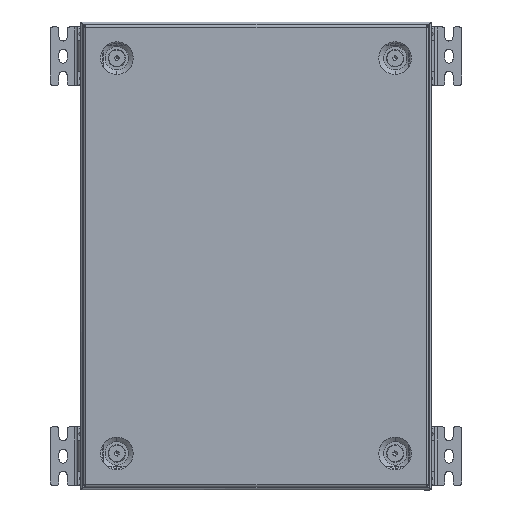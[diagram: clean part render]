
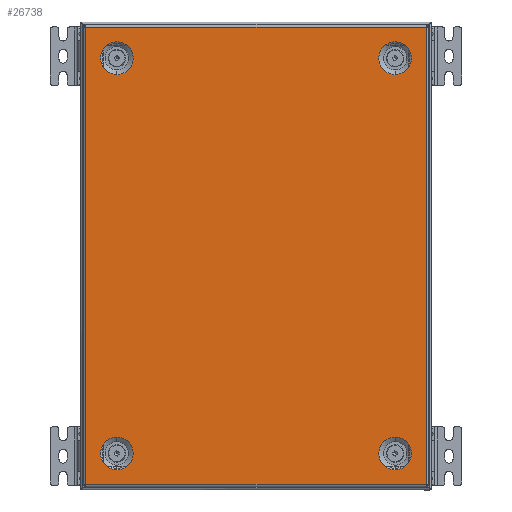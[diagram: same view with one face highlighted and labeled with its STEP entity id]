
A CAD part, top view. The second image highlights one B-rep face of the part: STEP entity #26738.
In plain terms, the highlighted planar face has unit normal (0, 0, 1).
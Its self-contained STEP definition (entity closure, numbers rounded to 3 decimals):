
#61 = EDGE_CURVE ( 'NONE', #20499, #2963, #714, .T. ) ;
#263 = VERTEX_POINT ( 'NONE', #5570 ) ;
#458 = CARTESIAN_POINT ( 'NONE',  ( 0., 0., 0. ) ) ;
#508 = CARTESIAN_POINT ( 'NONE',  ( 119., 169., 0. ) ) ;
#714 = LINE ( 'NONE', #19410, #5101 ) ;
#804 = VERTEX_POINT ( 'NONE', #12548 ) ;
#1287 = VERTEX_POINT ( 'NONE', #20739 ) ;
#1881 = AXIS2_PLACEMENT_3D ( 'NONE', #20252, #5467, #22211 ) ;
#2287 = CIRCLE ( 'NONE', #20533, 14. ) ;
#2963 = VERTEX_POINT ( 'NONE', #13922 ) ;
#3041 = LINE ( 'NONE', #20334, #12555 ) ;
#3058 = EDGE_CURVE ( 'NONE', #24952, #15287, #15898, .T. ) ;
#3204 = CIRCLE ( 'NONE', #27250, 14. ) ;
#3325 = CIRCLE ( 'NONE', #14457, 14. ) ;
#3524 = LINE ( 'NONE', #12021, #21372 ) ;
#3590 = DIRECTION ( 'NONE',  ( -1., 0., 0. ) ) ;
#3673 = DIRECTION ( 'NONE',  ( 0., 0., 1. ) ) ;
#3716 = VECTOR ( 'NONE', #4370, 1000. ) ;
#3817 = CARTESIAN_POINT ( 'NONE',  ( -145.4, 195.5, 0. ) ) ;
#3900 = CARTESIAN_POINT ( 'NONE',  ( 145.5, -195.793, 0. ) ) ;
#4370 = DIRECTION ( 'NONE',  ( 1., 0., 0. ) ) ;
#4382 = AXIS2_PLACEMENT_3D ( 'NONE', #24063, #20166, #17814 ) ;
#4498 = FACE_BOUND ( 'NONE', #17463, .T. ) ;
#4642 = FACE_BOUND ( 'NONE', #10922, .T. ) ;
#5001 = DIRECTION ( 'NONE',  ( -1., 0., 0. ) ) ;
#5101 = VECTOR ( 'NONE', #10748, 1000. ) ;
#5258 = CIRCLE ( 'NONE', #4382, 14. ) ;
#5467 = DIRECTION ( 'NONE',  ( 0., 0., 1. ) ) ;
#5570 = CARTESIAN_POINT ( 'NONE',  ( 145.5, -195.5, 0. ) ) ;
#5856 = ORIENTED_EDGE ( 'NONE', *, *, #20120, .F. ) ;
#5993 = EDGE_CURVE ( 'NONE', #16589, #19927, #5258, .T. ) ;
#6020 = DIRECTION ( 'NONE',  ( 1., 0., 0. ) ) ;
#6239 = ORIENTED_EDGE ( 'NONE', *, *, #21492, .F. ) ;
#6287 = CARTESIAN_POINT ( 'NONE',  ( -119., 155., 0. ) ) ;
#7527 = AXIS2_PLACEMENT_3D ( 'NONE', #458, #9105, #25542 ) ;
#7864 = EDGE_CURVE ( 'NONE', #17360, #20499, #3524, .T. ) ;
#8393 = CARTESIAN_POINT ( 'NONE',  ( 145.4, 195.5, 0. ) ) ;
#8830 = FACE_OUTER_BOUND ( 'NONE', #21489, .T. ) ;
#8969 = LINE ( 'NONE', #25691, #3716 ) ;
#8978 = VECTOR ( 'NONE', #13631, 1000. ) ;
#9105 = DIRECTION ( 'NONE',  ( 0., 0., 1. ) ) ;
#9222 = CARTESIAN_POINT ( 'NONE',  ( -147.5, 195.5, 0. ) ) ;
#9445 = ORIENTED_EDGE ( 'NONE', *, *, #17431, .F. ) ;
#9531 = ORIENTED_EDGE ( 'NONE', *, *, #21128, .F. ) ;
#9845 = AXIS2_PLACEMENT_3D ( 'NONE', #10725, #19243, #25080 ) ;
#10725 = CARTESIAN_POINT ( 'NONE',  ( -119., -169., 0. ) ) ;
#10748 = DIRECTION ( 'NONE',  ( 1., 0., 0. ) ) ;
#10922 = EDGE_LOOP ( 'NONE', ( #18183, #6239 ) ) ;
#11169 = DIRECTION ( 'NONE',  ( -1., 0., 0. ) ) ;
#11430 = DIRECTION ( 'NONE',  ( 1., 0., 0. ) ) ;
#11826 = ORIENTED_EDGE ( 'NONE', *, *, #61, .T. ) ;
#11939 = CARTESIAN_POINT ( 'NONE',  ( 119., -155., 0. ) ) ;
#12021 = CARTESIAN_POINT ( 'NONE',  ( -145.793, -195.5, 0. ) ) ;
#12172 = DIRECTION ( 'NONE',  ( 1., 0., 0. ) ) ;
#12484 = VERTEX_POINT ( 'NONE', #19321 ) ;
#12548 = CARTESIAN_POINT ( 'NONE',  ( -145.5, 195.5, 0. ) ) ;
#12555 = VECTOR ( 'NONE', #5001, 1000. ) ;
#12998 = FACE_BOUND ( 'NONE', #21004, .T. ) ;
#13332 = ORIENTED_EDGE ( 'NONE', *, *, #5993, .F. ) ;
#13631 = DIRECTION ( 'NONE',  ( 0., -1., 0. ) ) ;
#13720 = VERTEX_POINT ( 'NONE', #14575 ) ;
#13802 = LINE ( 'NONE', #9222, #21967 ) ;
#13922 = CARTESIAN_POINT ( 'NONE',  ( 145.4, -195.5, 0. ) ) ;
#14023 = EDGE_CURVE ( 'NONE', #2963, #263, #8969, .T. ) ;
#14071 = ORIENTED_EDGE ( 'NONE', *, *, #21454, .T. ) ;
#14386 = CARTESIAN_POINT ( 'NONE',  ( -119., 169., 0. ) ) ;
#14457 = AXIS2_PLACEMENT_3D ( 'NONE', #25859, #26265, #21708 ) ;
#14575 = CARTESIAN_POINT ( 'NONE',  ( -119., 183., 0. ) ) ;
#14614 = EDGE_CURVE ( 'NONE', #804, #17360, #20450, .T. ) ;
#14747 = VECTOR ( 'NONE', #16746, 1000. ) ;
#14760 = ORIENTED_EDGE ( 'NONE', *, *, #7864, .T. ) ;
#14780 = AXIS2_PLACEMENT_3D ( 'NONE', #19816, #17601, #11169 ) ;
#15147 = ORIENTED_EDGE ( 'NONE', *, *, #24367, .F. ) ;
#15215 = ORIENTED_EDGE ( 'NONE', *, *, #14614, .T. ) ;
#15287 = VERTEX_POINT ( 'NONE', #3817 ) ;
#15314 = EDGE_CURVE ( 'NONE', #19927, #16589, #3204, .T. ) ;
#15510 = EDGE_CURVE ( 'NONE', #24848, #12484, #16130, .T. ) ;
#15898 = LINE ( 'NONE', #22432, #17656 ) ;
#16130 = CIRCLE ( 'NONE', #1881, 14. ) ;
#16589 = VERTEX_POINT ( 'NONE', #11939 ) ;
#16746 = DIRECTION ( 'NONE',  ( 0., 1., 0. ) ) ;
#16874 = CARTESIAN_POINT ( 'NONE',  ( -145.4, -195.5, 0. ) ) ;
#17064 = FACE_BOUND ( 'NONE', #27517, .T. ) ;
#17349 = ORIENTED_EDGE ( 'NONE', *, *, #15314, .F. ) ;
#17360 = VERTEX_POINT ( 'NONE', #26484 ) ;
#17393 = DIRECTION ( 'NONE',  ( 0., 0., 1. ) ) ;
#17431 = EDGE_CURVE ( 'NONE', #804, #15287, #13802, .T. ) ;
#17463 = EDGE_LOOP ( 'NONE', ( #15147, #21884 ) ) ;
#17601 = DIRECTION ( 'NONE',  ( 0., 0., 1. ) ) ;
#17633 = CARTESIAN_POINT ( 'NONE',  ( 145.5, 195.5, 0. ) ) ;
#17656 = VECTOR ( 'NONE', #3590, 1000. ) ;
#17814 = DIRECTION ( 'NONE',  ( 1., 0., 0. ) ) ;
#18183 = ORIENTED_EDGE ( 'NONE', *, *, #15510, .F. ) ;
#18284 = VERTEX_POINT ( 'NONE', #23438 ) ;
#18318 = VERTEX_POINT ( 'NONE', #6287 ) ;
#18605 = DIRECTION ( 'NONE',  ( 1., 0., 0. ) ) ;
#18612 = CARTESIAN_POINT ( 'NONE',  ( 119., -169., 0. ) ) ;
#18971 = EDGE_CURVE ( 'NONE', #13720, #18318, #3325, .T. ) ;
#19243 = DIRECTION ( 'NONE',  ( 0., 0., 1. ) ) ;
#19321 = CARTESIAN_POINT ( 'NONE',  ( -119., -183., 0. ) ) ;
#19353 = DIRECTION ( 'NONE',  ( -1., 0., 0. ) ) ;
#19410 = CARTESIAN_POINT ( 'NONE',  ( -145.793, -195.5, 0. ) ) ;
#19447 = ORIENTED_EDGE ( 'NONE', *, *, #14023, .T. ) ;
#19816 = CARTESIAN_POINT ( 'NONE',  ( 119., 169., 0. ) ) ;
#19927 = VERTEX_POINT ( 'NONE', #27492 ) ;
#20120 = EDGE_CURVE ( 'NONE', #1287, #18284, #24980, .T. ) ;
#20166 = DIRECTION ( 'NONE',  ( 0., 0., 1. ) ) ;
#20222 = AXIS2_PLACEMENT_3D ( 'NONE', #14386, #26925, #6020 ) ;
#20252 = CARTESIAN_POINT ( 'NONE',  ( -119., -169., 0. ) ) ;
#20334 = CARTESIAN_POINT ( 'NONE',  ( 145.793, 195.5, 0. ) ) ;
#20450 = LINE ( 'NONE', #22270, #8978 ) ;
#20499 = VERTEX_POINT ( 'NONE', #16874 ) ;
#20533 = AXIS2_PLACEMENT_3D ( 'NONE', #508, #17393, #19353 ) ;
#20739 = CARTESIAN_POINT ( 'NONE',  ( 119., 183., 0. ) ) ;
#20799 = EDGE_CURVE ( 'NONE', #24258, #24952, #3041, .T. ) ;
#21004 = EDGE_LOOP ( 'NONE', ( #13332, #17349 ) ) ;
#21128 = EDGE_CURVE ( 'NONE', #18284, #1287, #2287, .T. ) ;
#21372 = VECTOR ( 'NONE', #18605, 1000. ) ;
#21454 = EDGE_CURVE ( 'NONE', #263, #24258, #23135, .T. ) ;
#21489 = EDGE_LOOP ( 'NONE', ( #24149, #22477, #9445, #15215, #14760, #11826, #19447, #14071 ) ) ;
#21492 = EDGE_CURVE ( 'NONE', #12484, #24848, #21877, .T. ) ;
#21520 = PLANE ( 'NONE',  #7527 ) ;
#21574 = CIRCLE ( 'NONE', #20222, 14. ) ;
#21708 = DIRECTION ( 'NONE',  ( 1., 0., 0. ) ) ;
#21877 = CIRCLE ( 'NONE', #9845, 14. ) ;
#21884 = ORIENTED_EDGE ( 'NONE', *, *, #18971, .F. ) ;
#21967 = VECTOR ( 'NONE', #11430, 1000. ) ;
#22211 = DIRECTION ( 'NONE',  ( -1., 0., 0. ) ) ;
#22270 = CARTESIAN_POINT ( 'NONE',  ( -145.5, 195.793, 0. ) ) ;
#22432 = CARTESIAN_POINT ( 'NONE',  ( 145.793, 195.5, 0. ) ) ;
#22477 = ORIENTED_EDGE ( 'NONE', *, *, #3058, .T. ) ;
#23135 = LINE ( 'NONE', #3900, #14747 ) ;
#23438 = CARTESIAN_POINT ( 'NONE',  ( 119., 155., 0. ) ) ;
#24063 = CARTESIAN_POINT ( 'NONE',  ( 119., -169., 0. ) ) ;
#24149 = ORIENTED_EDGE ( 'NONE', *, *, #20799, .T. ) ;
#24258 = VERTEX_POINT ( 'NONE', #17633 ) ;
#24367 = EDGE_CURVE ( 'NONE', #18318, #13720, #21574, .T. ) ;
#24830 = CARTESIAN_POINT ( 'NONE',  ( -119., -155., 0. ) ) ;
#24848 = VERTEX_POINT ( 'NONE', #24830 ) ;
#24952 = VERTEX_POINT ( 'NONE', #8393 ) ;
#24980 = CIRCLE ( 'NONE', #14780, 14. ) ;
#25080 = DIRECTION ( 'NONE',  ( -1., 0., 0. ) ) ;
#25542 = DIRECTION ( 'NONE',  ( 1., 0., 0. ) ) ;
#25691 = CARTESIAN_POINT ( 'NONE',  ( 147.5, -195.5, 0. ) ) ;
#25859 = CARTESIAN_POINT ( 'NONE',  ( -119., 169., 0. ) ) ;
#26265 = DIRECTION ( 'NONE',  ( 0., 0., 1. ) ) ;
#26484 = CARTESIAN_POINT ( 'NONE',  ( -145.5, -195.5, 0. ) ) ;
#26738 = ADVANCED_FACE ( 'NONE', ( #8830, #4498, #17064, #4642, #12998 ), #21520, .T. ) ;
#26925 = DIRECTION ( 'NONE',  ( 0., 0., 1. ) ) ;
#27250 = AXIS2_PLACEMENT_3D ( 'NONE', #18612, #3673, #12172 ) ;
#27492 = CARTESIAN_POINT ( 'NONE',  ( 119., -183., 0. ) ) ;
#27517 = EDGE_LOOP ( 'NONE', ( #9531, #5856 ) ) ;
